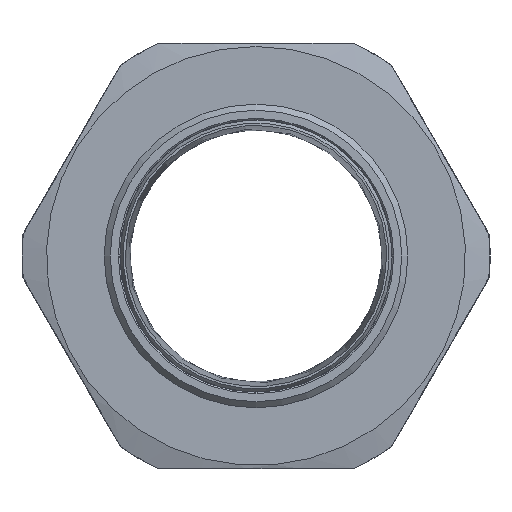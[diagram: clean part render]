
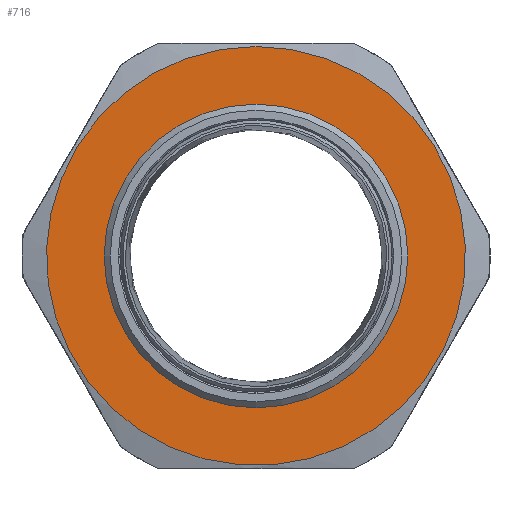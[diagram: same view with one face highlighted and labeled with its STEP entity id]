
A CAD part, left-side view. The second image highlights one B-rep face of the part: STEP entity #716.
In plain terms, the highlighted planar face has unit normal (-1, 0, 0).
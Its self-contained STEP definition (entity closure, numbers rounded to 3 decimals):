
#214 = VERTEX_POINT ( 'NONE', #1921 ) ;
#225 = ORIENTED_EDGE ( 'NONE', *, *, #1145, .F. ) ;
#356 = DIRECTION ( 'NONE',  ( 1., 0., 0. ) ) ;
#642 = DIRECTION ( 'NONE',  ( 0., 0., 1. ) ) ;
#666 = ORIENTED_EDGE ( 'NONE', *, *, #1380, .T. ) ;
#716 = ADVANCED_FACE ( 'NONE', ( #1953, #1610 ), #1006, .F. ) ;
#906 = CIRCLE ( 'NONE', #972, 34.5 ) ;
#972 = AXIS2_PLACEMENT_3D ( 'NONE', #1307, #1560, #642 ) ;
#1006 = PLANE ( 'NONE',  #1130 ) ;
#1130 = AXIS2_PLACEMENT_3D ( 'NONE', #1260, #356, #1236 ) ;
#1141 = EDGE_LOOP ( 'NONE', ( #666 ) ) ;
#1145 = EDGE_CURVE ( 'NONE', #214, #214, #2216, .T. ) ;
#1236 = DIRECTION ( 'NONE',  ( 0., 0., -1. ) ) ;
#1260 = CARTESIAN_POINT ( 'NONE',  ( 15., 25., 0. ) ) ;
#1307 = CARTESIAN_POINT ( 'NONE',  ( 15., 0., 0. ) ) ;
#1380 = EDGE_CURVE ( 'NONE', #2040, #2040, #906, .T. ) ;
#1507 = EDGE_LOOP ( 'NONE', ( #225 ) ) ;
#1560 = DIRECTION ( 'NONE',  ( -1., 0., 0. ) ) ;
#1610 = FACE_OUTER_BOUND ( 'NONE', #1141, .T. ) ;
#1693 = CARTESIAN_POINT ( 'NONE',  ( 15., 0., 34.5 ) ) ;
#1921 = CARTESIAN_POINT ( 'NONE',  ( 15., 0., 25. ) ) ;
#1935 = DIRECTION ( 'NONE',  ( 0., 0., 1. ) ) ;
#1953 = FACE_BOUND ( 'NONE', #1507, .T. ) ;
#2040 = VERTEX_POINT ( 'NONE', #1693 ) ;
#2216 = CIRCLE ( 'NONE', #2728, 25. ) ;
#2362 = CARTESIAN_POINT ( 'NONE',  ( 15., 0., 0. ) ) ;
#2728 = AXIS2_PLACEMENT_3D ( 'NONE', #2362, #2802, #1935 ) ;
#2802 = DIRECTION ( 'NONE',  ( -1., 0., 0. ) ) ;
